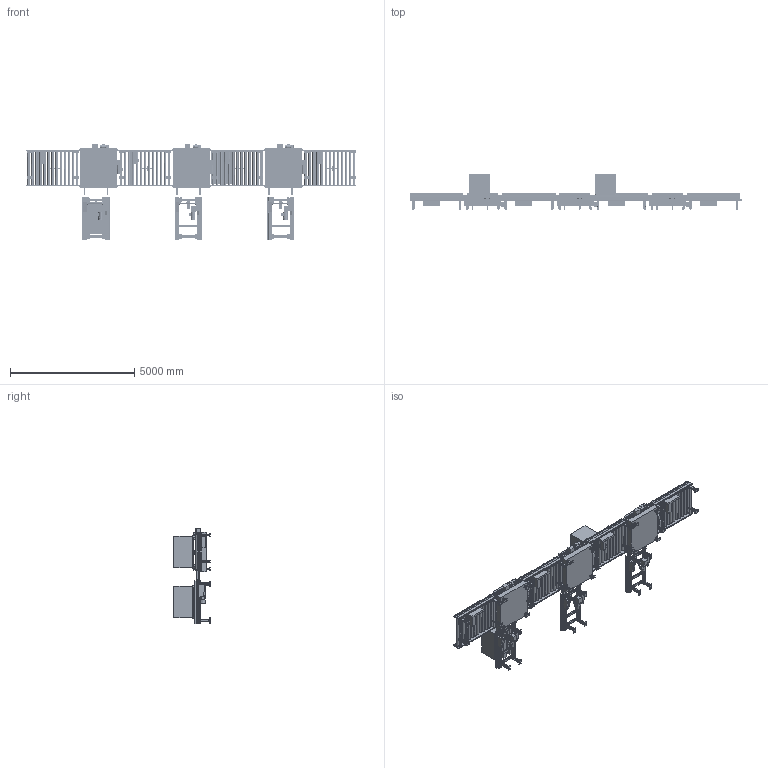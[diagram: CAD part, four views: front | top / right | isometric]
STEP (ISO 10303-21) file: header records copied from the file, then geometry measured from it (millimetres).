
FILE_DESCRIPTION(('FreeCAD Model'),'2;1');
FILE_NAME('Open CASCADE Shape Model','2025-05-07T16:10:31',('FreeCAD'),( 'FreeCAD'),'Open CASCADE STEP processor 7.6','FreeCAD','Unknown');
FILE_SCHEMA(('AUTOMOTIVE_DESIGN { 1 0 10303 214 1 1 1 1 }'));
Products named in the file (1): Open CASCADE STEP translator 7.6 1
Bounding box: 13354.22 x 1468.36 x 3853.1 mm (x, y, z)
Volume: 5081567098.4 mm3; surface area: 161732336.3 mm2
Topology: 417 solids, 417 shells, 9110 faces, 25047 edges, 16227 vertices
Faces by surface type: bspline 9110
Entity records: 373460 total; most frequent: CARTESIAN_POINT 228326, ORIENTED_EDGE 49398, EDGE_CURVE 24699, VERTEX_POINT 16227, B_SPLINE_CURVE_WITH_KNOTS 14757, FACE_BOUND 13378, EDGE_LOOP 13378, ADVANCED_FACE 9110
